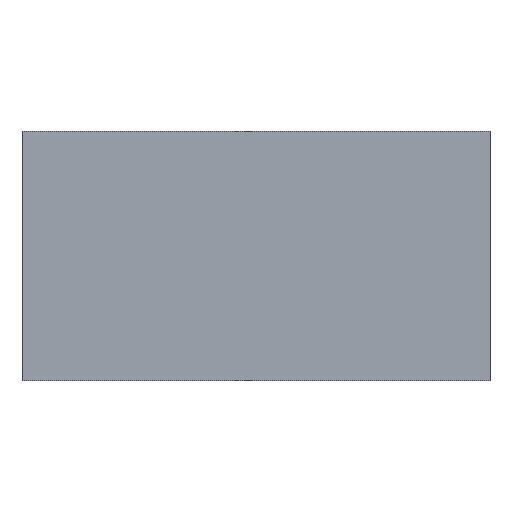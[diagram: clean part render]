
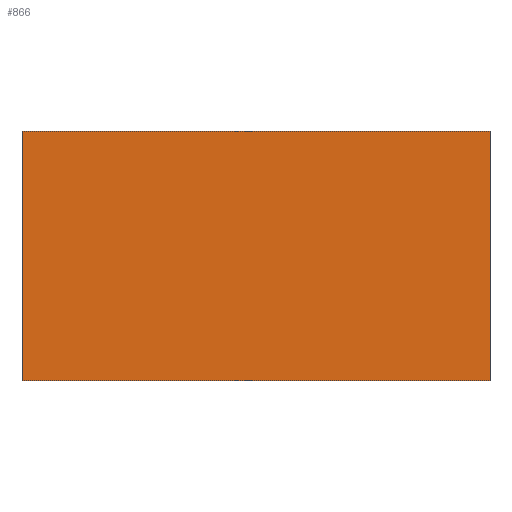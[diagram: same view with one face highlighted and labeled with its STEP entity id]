
A CAD part, top view. The second image highlights one B-rep face of the part: STEP entity #866.
In plain terms, the highlighted planar face has unit normal (0, 0, 1).
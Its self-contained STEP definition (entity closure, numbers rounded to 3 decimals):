
#55=PLANE('',#943);
#103=FACE_OUTER_BOUND('',#158,.T.);
#158=EDGE_LOOP('',(#732,#733,#734,#735));
#238=LINE('',#1343,#341);
#241=LINE('',#1354,#344);
#243=LINE('',#1358,#346);
#245=LINE('',#1361,#348);
#341=VECTOR('',#1088,10.);
#344=VECTOR('',#1101,10.);
#346=VECTOR('',#1105,10.);
#348=VECTOR('',#1109,10.);
#443=VERTEX_POINT('',#1340);
#444=VERTEX_POINT('',#1342);
#447=VERTEX_POINT('',#1353);
#448=VERTEX_POINT('',#1357);
#540=EDGE_CURVE('',#444,#443,#238,.T.);
#545=EDGE_CURVE('',#447,#444,#241,.T.);
#547=EDGE_CURVE('',#448,#447,#243,.T.);
#549=EDGE_CURVE('',#443,#448,#245,.T.);
#732=ORIENTED_EDGE('',*,*,#540,.T.);
#733=ORIENTED_EDGE('',*,*,#549,.T.);
#734=ORIENTED_EDGE('',*,*,#547,.T.);
#735=ORIENTED_EDGE('',*,*,#545,.T.);
#866=ADVANCED_FACE('',(#103),#55,.T.);
#943=AXIS2_PLACEMENT_3D('',#1362,#1110,#1111);
#1088=DIRECTION('',(-1.,0.,0.));
#1101=DIRECTION('',(0.,1.,0.));
#1105=DIRECTION('',(1.,0.,0.));
#1109=DIRECTION('',(0.,-1.,0.));
#1110=DIRECTION('center_axis',(0.,0.,1.));
#1111=DIRECTION('ref_axis',(1.,0.,0.));
#1340=CARTESIAN_POINT('',(-6.1,3.25,4.7));
#1342=CARTESIAN_POINT('',(6.1,3.25,4.7));
#1343=CARTESIAN_POINT('',(-6.1,3.25,4.7));
#1353=CARTESIAN_POINT('',(6.1,-3.25,4.7));
#1354=CARTESIAN_POINT('',(6.1,3.25,4.7));
#1357=CARTESIAN_POINT('',(-6.1,-3.25,4.7));
#1358=CARTESIAN_POINT('',(6.1,-3.25,4.7));
#1361=CARTESIAN_POINT('',(-6.1,-3.25,4.7));
#1362=CARTESIAN_POINT('Origin',(0.,0.,4.7));
